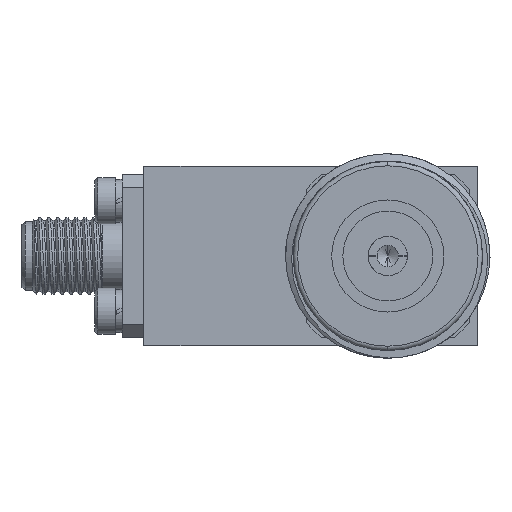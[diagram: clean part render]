
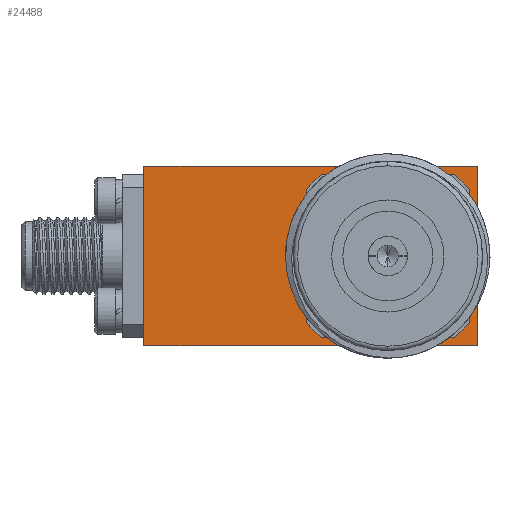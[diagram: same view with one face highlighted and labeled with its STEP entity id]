
A CAD part, left-side view. The second image highlights one B-rep face of the part: STEP entity #24488.
In plain terms, the highlighted planar face has unit normal (-1, 0, 0).
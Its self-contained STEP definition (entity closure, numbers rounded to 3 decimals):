
#278 = EDGE_LOOP ( 'NONE', ( #16278, #9388 ) ) ;
#790 = CARTESIAN_POINT ( 'NONE',  ( 569.449, 79.419, -11.3 ) ) ;
#884 = CARTESIAN_POINT ( 'NONE',  ( 569.449, 94.12, -14. ) ) ;
#911 = DIRECTION ( 'NONE',  ( 0., 1., 0. ) ) ;
#1121 = VECTOR ( 'NONE', #2402, 1000. ) ;
#1146 = DIRECTION ( 'NONE',  ( 0., 0., -1. ) ) ;
#1180 = CARTESIAN_POINT ( 'NONE',  ( 569.449, 79.419, -11.3 ) ) ;
#1308 = ORIENTED_EDGE ( 'NONE', *, *, #20720, .F. ) ;
#1601 = EDGE_CURVE ( 'NONE', #14955, #27379, #17826, .T. ) ;
#1695 = DIRECTION ( 'NONE',  ( -1., 0., 0. ) ) ;
#1776 = ORIENTED_EDGE ( 'NONE', *, *, #28882, .F. ) ;
#1888 = CARTESIAN_POINT ( 'NONE',  ( 569.449, 94.12, 0. ) ) ;
#2215 = EDGE_LOOP ( 'NONE', ( #9017, #33202 ) ) ;
#2402 = DIRECTION ( 'NONE',  ( 0., 0., -1. ) ) ;
#2937 = EDGE_CURVE ( 'NONE', #27379, #14955, #24779, .T. ) ;
#3043 = DIRECTION ( 'NONE',  ( -1., 0., 0. ) ) ;
#3164 = CIRCLE ( 'NONE', #21965, 1.092 ) ;
#3182 = EDGE_LOOP ( 'NONE', ( #34340, #22226 ) ) ;
#3373 = FACE_BOUND ( 'NONE', #21158, .T. ) ;
#3410 = CIRCLE ( 'NONE', #12493, 1.092 ) ;
#3578 = CARTESIAN_POINT ( 'NONE',  ( 569.449, 70.819, -11.3 ) ) ;
#3971 = EDGE_CURVE ( 'NONE', #16766, #4393, #20814, .T. ) ;
#4155 = AXIS2_PLACEMENT_3D ( 'NONE', #9157, #20040, #1146 ) ;
#4393 = VERTEX_POINT ( 'NONE', #5505 ) ;
#4743 = DIRECTION ( 'NONE',  ( 0., 1., 0. ) ) ;
#5013 = EDGE_LOOP ( 'NONE', ( #1776, #23763 ) ) ;
#5077 = VERTEX_POINT ( 'NONE', #5598 ) ;
#5231 = VERTEX_POINT ( 'NONE', #25410 ) ;
#5505 = CARTESIAN_POINT ( 'NONE',  ( 569.449, 70.819, -10.208 ) ) ;
#5576 = CIRCLE ( 'NONE', #28382, 1.092 ) ;
#5598 = CARTESIAN_POINT ( 'NONE',  ( 569.449, 79.419, -3.792 ) ) ;
#5720 = CARTESIAN_POINT ( 'NONE',  ( 569.449, 79.419, -2.7 ) ) ;
#5867 = DIRECTION ( 'NONE',  ( 1., 0., 0. ) ) ;
#6627 = DIRECTION ( 'NONE',  ( 0., 0., -1. ) ) ;
#7084 = AXIS2_PLACEMENT_3D ( 'NONE', #27346, #13054, #6627 ) ;
#7438 = EDGE_CURVE ( 'NONE', #31833, #15690, #24615, .T. ) ;
#7542 = LINE ( 'NONE', #21102, #15911 ) ;
#8009 = CARTESIAN_POINT ( 'NONE',  ( 569.449, 94.12, -14. ) ) ;
#8166 = EDGE_CURVE ( 'NONE', #26082, #31833, #13262, .T. ) ;
#8535 = EDGE_CURVE ( 'NONE', #31816, #5077, #3410, .T. ) ;
#9017 = ORIENTED_EDGE ( 'NONE', *, *, #2937, .T. ) ;
#9157 = CARTESIAN_POINT ( 'NONE',  ( 569.449, 75.119, -7. ) ) ;
#9388 = ORIENTED_EDGE ( 'NONE', *, *, #23878, .F. ) ;
#9471 = CARTESIAN_POINT ( 'NONE',  ( 569.449, 94.12, -14. ) ) ;
#9677 = DIRECTION ( 'NONE',  ( 0., 1., 0. ) ) ;
#9715 = DIRECTION ( 'NONE',  ( 0., 1., 0. ) ) ;
#11192 = ORIENTED_EDGE ( 'NONE', *, *, #21964, .T. ) ;
#11594 = DIRECTION ( 'NONE',  ( -1., 0., 0. ) ) ;
#11650 = DIRECTION ( 'NONE',  ( -1., 0., 0. ) ) ;
#12405 = ORIENTED_EDGE ( 'NONE', *, *, #7438, .F. ) ;
#12493 = AXIS2_PLACEMENT_3D ( 'NONE', #20217, #31103, #9677 ) ;
#12582 = ORIENTED_EDGE ( 'NONE', *, *, #3971, .F. ) ;
#12968 = AXIS2_PLACEMENT_3D ( 'NONE', #24419, #35298, #29410 ) ;
#13054 = DIRECTION ( 'NONE',  ( 1., 0., 0. ) ) ;
#13091 = CARTESIAN_POINT ( 'NONE',  ( 569.449, 79.419, -10.208 ) ) ;
#13262 = LINE ( 'NONE', #26850, #1121 ) ;
#14102 = CIRCLE ( 'NONE', #12968, 1.092 ) ;
#14230 = FACE_BOUND ( 'NONE', #278, .T. ) ;
#14345 = DIRECTION ( 'NONE',  ( 0., 0., -1. ) ) ;
#14465 = CARTESIAN_POINT ( 'NONE',  ( 569.449, 70.819, -12.392 ) ) ;
#14593 = FACE_OUTER_BOUND ( 'NONE', #35107, .T. ) ;
#14955 = VERTEX_POINT ( 'NONE', #34929 ) ;
#15281 = VERTEX_POINT ( 'NONE', #1888 ) ;
#15690 = VERTEX_POINT ( 'NONE', #9471 ) ;
#15852 = EDGE_CURVE ( 'NONE', #5231, #30987, #14102, .T. ) ;
#15911 = VECTOR ( 'NONE', #18420, 1000. ) ;
#16278 = ORIENTED_EDGE ( 'NONE', *, *, #15852, .F. ) ;
#16355 = ORIENTED_EDGE ( 'NONE', *, *, #17471, .F. ) ;
#16766 = VERTEX_POINT ( 'NONE', #14465 ) ;
#17137 = DIRECTION ( 'NONE',  ( 0., 1., 0. ) ) ;
#17160 = CARTESIAN_POINT ( 'NONE',  ( 569.449, 75.119, -4.1 ) ) ;
#17471 = EDGE_CURVE ( 'NONE', #15281, #26082, #7542, .T. ) ;
#17826 = CIRCLE ( 'NONE', #4155, 2.9 ) ;
#17874 = DIRECTION ( 'NONE',  ( 0., 1., 0. ) ) ;
#18265 = CARTESIAN_POINT ( 'NONE',  ( 569.449, 79.419, -12.392 ) ) ;
#18420 = DIRECTION ( 'NONE',  ( 0., -1., 0. ) ) ;
#18702 = AXIS2_PLACEMENT_3D ( 'NONE', #884, #5867, #31016 ) ;
#19734 = VECTOR ( 'NONE', #14345, 1000. ) ;
#19892 = LINE ( 'NONE', #25948, #19734 ) ;
#19962 = FACE_BOUND ( 'NONE', #5013, .T. ) ;
#20040 = DIRECTION ( 'NONE',  ( 1., 0., 0. ) ) ;
#20136 = CARTESIAN_POINT ( 'NONE',  ( 569.449, 68.12, 0. ) ) ;
#20217 = CARTESIAN_POINT ( 'NONE',  ( 569.449, 79.419, -2.7 ) ) ;
#20555 = DIRECTION ( 'NONE',  ( -1., 0., 0. ) ) ;
#20630 = DIRECTION ( 'NONE',  ( -1., 0., 0. ) ) ;
#20720 = EDGE_CURVE ( 'NONE', #4393, #16766, #28082, .T. ) ;
#20814 = CIRCLE ( 'NONE', #21973, 1.092 ) ;
#21091 = CARTESIAN_POINT ( 'NONE',  ( 569.449, 70.819, -2.7 ) ) ;
#21102 = CARTESIAN_POINT ( 'NONE',  ( 569.449, 0., 0. ) ) ;
#21158 = EDGE_LOOP ( 'NONE', ( #1308, #12582 ) ) ;
#21964 = EDGE_CURVE ( 'NONE', #15281, #15690, #19892, .T. ) ;
#21965 = AXIS2_PLACEMENT_3D ( 'NONE', #5720, #3043, #911 ) ;
#21973 = AXIS2_PLACEMENT_3D ( 'NONE', #3578, #11594, #17137 ) ;
#22226 = ORIENTED_EDGE ( 'NONE', *, *, #31867, .F. ) ;
#22713 = AXIS2_PLACEMENT_3D ( 'NONE', #21091, #20555, #17874 ) ;
#22840 = FACE_BOUND ( 'NONE', #3182, .T. ) ;
#22943 = ORIENTED_EDGE ( 'NONE', *, *, #8166, .F. ) ;
#23683 = EDGE_CURVE ( 'NONE', #28979, #25731, #5576, .T. ) ;
#23763 = ORIENTED_EDGE ( 'NONE', *, *, #23683, .F. ) ;
#23878 = EDGE_CURVE ( 'NONE', #30987, #5231, #33530, .T. ) ;
#24419 = CARTESIAN_POINT ( 'NONE',  ( 569.449, 70.819, -2.7 ) ) ;
#24488 = ADVANCED_FACE ( 'NONE', ( #14593, #3373, #19962, #27653, #14230, #22840 ), #33712, .F. ) ;
#24589 = CARTESIAN_POINT ( 'NONE',  ( 569.449, 70.819, -3.792 ) ) ;
#24615 = LINE ( 'NONE', #8009, #26729 ) ;
#24779 = CIRCLE ( 'NONE', #7084, 2.9 ) ;
#25410 = CARTESIAN_POINT ( 'NONE',  ( 569.449, 70.819, -1.608 ) ) ;
#25731 = VERTEX_POINT ( 'NONE', #13091 ) ;
#25948 = CARTESIAN_POINT ( 'NONE',  ( 569.449, 94.12, 0. ) ) ;
#26082 = VERTEX_POINT ( 'NONE', #20136 ) ;
#26729 = VECTOR ( 'NONE', #29786, 1000. ) ;
#26850 = CARTESIAN_POINT ( 'NONE',  ( 569.449, 68.12, 0. ) ) ;
#27324 = CARTESIAN_POINT ( 'NONE',  ( 569.449, 79.419, -1.608 ) ) ;
#27346 = CARTESIAN_POINT ( 'NONE',  ( 569.449, 75.119, -7. ) ) ;
#27379 = VERTEX_POINT ( 'NONE', #17160 ) ;
#27486 = AXIS2_PLACEMENT_3D ( 'NONE', #1180, #1695, #9715 ) ;
#27653 = FACE_BOUND ( 'NONE', #2215, .T. ) ;
#28041 = CARTESIAN_POINT ( 'NONE',  ( 569.449, 68.12, -14. ) ) ;
#28082 = CIRCLE ( 'NONE', #30352, 1.092 ) ;
#28272 = DIRECTION ( 'NONE',  ( 0., 1., 0. ) ) ;
#28382 = AXIS2_PLACEMENT_3D ( 'NONE', #790, #11650, #28272 ) ;
#28882 = EDGE_CURVE ( 'NONE', #25731, #28979, #34900, .T. ) ;
#28979 = VERTEX_POINT ( 'NONE', #18265 ) ;
#29410 = DIRECTION ( 'NONE',  ( 0., 1., 0. ) ) ;
#29786 = DIRECTION ( 'NONE',  ( 0., 1., 0. ) ) ;
#30352 = AXIS2_PLACEMENT_3D ( 'NONE', #34210, #20630, #4743 ) ;
#30987 = VERTEX_POINT ( 'NONE', #24589 ) ;
#31016 = DIRECTION ( 'NONE',  ( 0., 1., 0. ) ) ;
#31103 = DIRECTION ( 'NONE',  ( -1., 0., 0. ) ) ;
#31816 = VERTEX_POINT ( 'NONE', #27324 ) ;
#31833 = VERTEX_POINT ( 'NONE', #28041 ) ;
#31867 = EDGE_CURVE ( 'NONE', #5077, #31816, #3164, .T. ) ;
#33202 = ORIENTED_EDGE ( 'NONE', *, *, #1601, .T. ) ;
#33530 = CIRCLE ( 'NONE', #22713, 1.092 ) ;
#33712 = PLANE ( 'NONE',  #18702 ) ;
#34210 = CARTESIAN_POINT ( 'NONE',  ( 569.449, 70.819, -11.3 ) ) ;
#34340 = ORIENTED_EDGE ( 'NONE', *, *, #8535, .F. ) ;
#34900 = CIRCLE ( 'NONE', #27486, 1.092 ) ;
#34929 = CARTESIAN_POINT ( 'NONE',  ( 569.449, 75.119, -9.9 ) ) ;
#35107 = EDGE_LOOP ( 'NONE', ( #12405, #22943, #16355, #11192 ) ) ;
#35298 = DIRECTION ( 'NONE',  ( -1., 0., 0. ) ) ;
